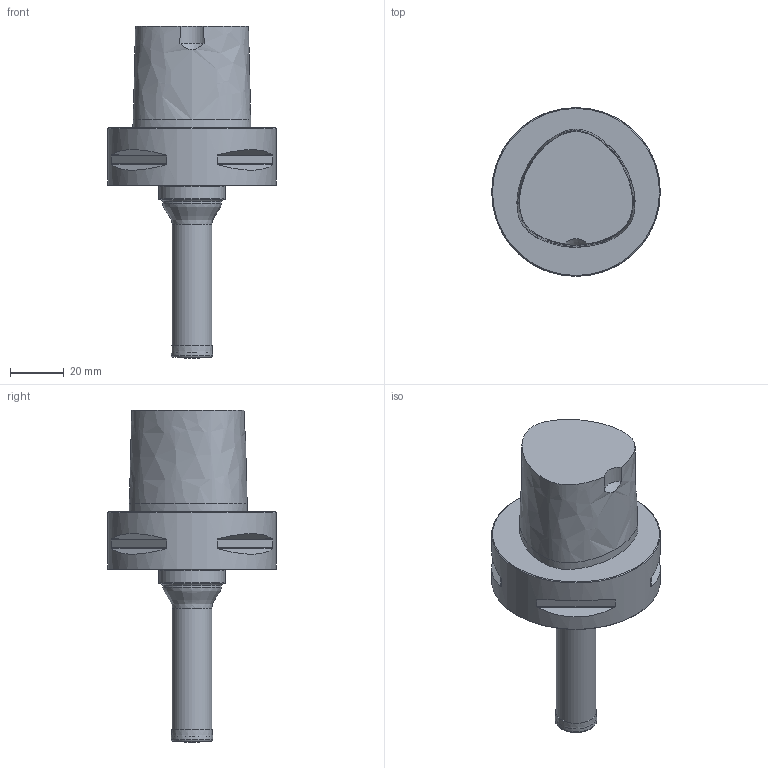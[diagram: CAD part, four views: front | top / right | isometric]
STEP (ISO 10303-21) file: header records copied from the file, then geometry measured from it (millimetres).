
FILE_DESCRIPTION(/* description */ ('3-D model version:1'),/* implementation_level */ '2;1');
FILE_NAME(/* name */ '880-D1550C6-03',/* time_stamp */ '2016-01-26T12:38:41+01:00',/* author */ ('CappDp'),/* organization */ ('AB Sandvik Coromant'),/* preprocessor_version */ 'ST-DEVELOPER v15',/* originating_system */ 'SIEMENS PLM Software NX 8.5',/* authorisation */ '');
FILE_SCHEMA (('AP203_CONFIGURATION_CONTROLLED_3D_DESIGN_OF_MECHANICAL_PARTS_AND_ASSEMBLIES_MIM_LF { 1 0 10303 403 2 1 2}'));
Length unit declared in the file: millimetre
Products named in the file (1): 9412_1_3D
Bounding box: 63 x 63 x 124 mm (x, y, z)
Volume: 135562.9 mm3; surface area: 19604.8 mm2
Topology: 2 solids, 3 shells, 58 faces, 127 edges, 80 vertices
Faces by surface type: plane 19, cone 16, cylinder 14, torus 6, bspline 2, revolution 1
Full cylindrical faces by diameter (mm): 14.9 x1, 22 x1, 25 x2, 63 x1
Entity records: 2625 total; most frequent: CARTESIAN_POINT 1447, DIRECTION 219, ORIENTED_EDGE 174, AXIS2_PLACEMENT_3D 97, EDGE_LOOP 94, EDGE_CURVE 87, FACE_BOUND 72, VERTEX_POINT 71
